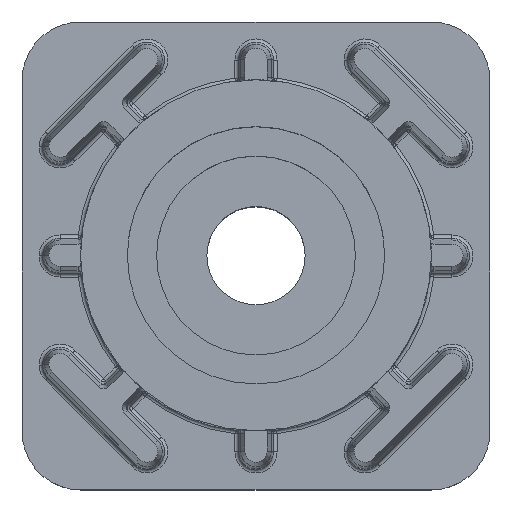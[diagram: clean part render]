
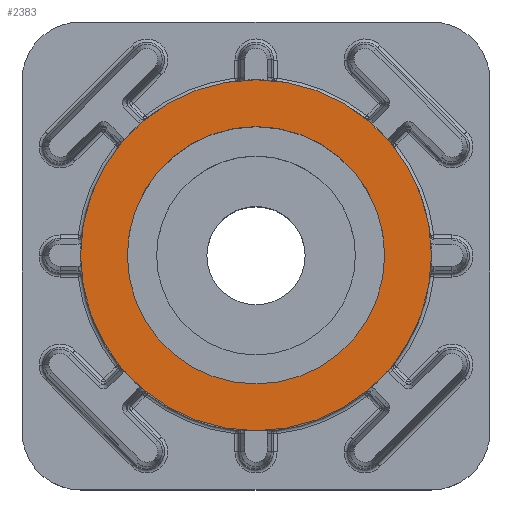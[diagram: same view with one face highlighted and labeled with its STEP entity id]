
A CAD part, top view. The second image highlights one B-rep face of the part: STEP entity #2383.
In plain terms, the highlighted planar face has unit normal (0, 0, 1).
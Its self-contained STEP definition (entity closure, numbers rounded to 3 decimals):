
#323 = VERTEX_POINT ( 'NONE', #3140 ) ;
#357 = AXIS2_PLACEMENT_3D ( 'NONE', #7028, #1447, #7909 ) ;
#453 = CIRCLE ( 'NONE', #1686, 11. ) ;
#597 = DIRECTION ( 'NONE',  ( 1., 0., 0. ) ) ;
#611 = DIRECTION ( 'NONE',  ( 0., 0., 1. ) ) ;
#622 = CARTESIAN_POINT ( 'NONE',  ( 0., 0., 43. ) ) ;
#718 = PLANE ( 'NONE',  #7707 ) ;
#1281 = CARTESIAN_POINT ( 'NONE',  ( -15., 0., 43. ) ) ;
#1447 = DIRECTION ( 'NONE',  ( 0., 0., 1. ) ) ;
#1610 = CARTESIAN_POINT ( 'NONE',  ( 0., 0., 43. ) ) ;
#1686 = AXIS2_PLACEMENT_3D ( 'NONE', #1720, #1723, #1733 ) ;
#1720 = CARTESIAN_POINT ( 'NONE',  ( 0., 0., 43. ) ) ;
#1723 = DIRECTION ( 'NONE',  ( 0., 0., 1. ) ) ;
#1733 = DIRECTION ( 'NONE',  ( 1., 0., 0. ) ) ;
#1973 = EDGE_CURVE ( 'NONE', #5327, #8822, #453, .T. ) ;
#2003 = CARTESIAN_POINT ( 'NONE',  ( 11., 0., 43. ) ) ;
#2383 = ADVANCED_FACE ( 'NONE', ( #3792, #11032 ), #718, .T. ) ;
#2545 = DIRECTION ( 'NONE',  ( 1., 0., 0. ) ) ;
#3140 = CARTESIAN_POINT ( 'NONE',  ( 15., 0., 43. ) ) ;
#3792 = FACE_BOUND ( 'NONE', #6166, .T. ) ;
#4457 = DIRECTION ( 'NONE',  ( 0., 0., 1. ) ) ;
#5327 = VERTEX_POINT ( 'NONE', #8547 ) ;
#5975 = CIRCLE ( 'NONE', #10199, 11. ) ;
#6166 = EDGE_LOOP ( 'NONE', ( #10683, #7975 ) ) ;
#7028 = CARTESIAN_POINT ( 'NONE',  ( 0., 0., 43. ) ) ;
#7374 = EDGE_CURVE ( 'NONE', #323, #7800, #9742, .T. ) ;
#7506 = EDGE_CURVE ( 'NONE', #8822, #5327, #5975, .T. ) ;
#7707 = AXIS2_PLACEMENT_3D ( 'NONE', #622, #611, #597 ) ;
#7800 = VERTEX_POINT ( 'NONE', #1281 ) ;
#7909 = DIRECTION ( 'NONE',  ( 1., 0., 0. ) ) ;
#7975 = ORIENTED_EDGE ( 'NONE', *, *, #7506, .F. ) ;
#8064 = DIRECTION ( 'NONE',  ( 0., 0., 1. ) ) ;
#8547 = CARTESIAN_POINT ( 'NONE',  ( -11., 0., 43. ) ) ;
#8822 = VERTEX_POINT ( 'NONE', #2003 ) ;
#9190 = ORIENTED_EDGE ( 'NONE', *, *, #7374, .T. ) ;
#9742 = CIRCLE ( 'NONE', #357, 15. ) ;
#9880 = CARTESIAN_POINT ( 'NONE',  ( 0., 0., 43. ) ) ;
#10163 = AXIS2_PLACEMENT_3D ( 'NONE', #1610, #8064, #2545 ) ;
#10199 = AXIS2_PLACEMENT_3D ( 'NONE', #9880, #4457, #10792 ) ;
#10390 = ORIENTED_EDGE ( 'NONE', *, *, #11341, .T. ) ;
#10683 = ORIENTED_EDGE ( 'NONE', *, *, #1973, .F. ) ;
#10735 = EDGE_LOOP ( 'NONE', ( #10390, #9190 ) ) ;
#10792 = DIRECTION ( 'NONE',  ( 1., 0., 0. ) ) ;
#11032 = FACE_OUTER_BOUND ( 'NONE', #10735, .T. ) ;
#11059 = CIRCLE ( 'NONE', #10163, 15. ) ;
#11341 = EDGE_CURVE ( 'NONE', #7800, #323, #11059, .T. ) ;
